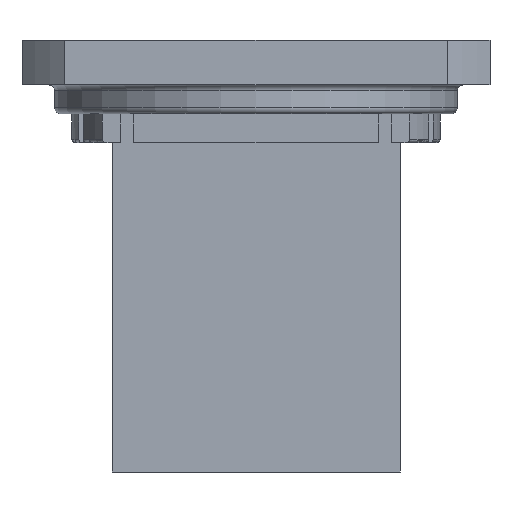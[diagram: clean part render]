
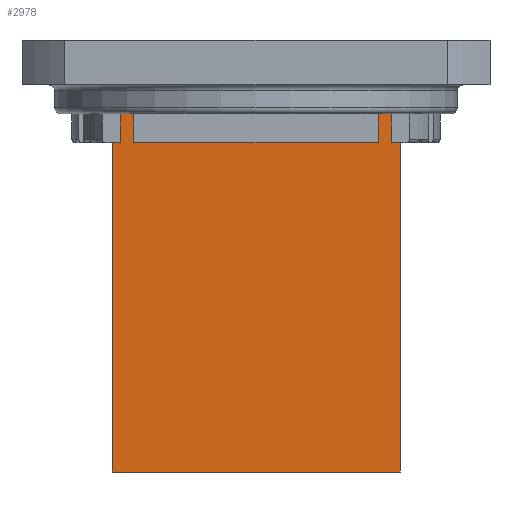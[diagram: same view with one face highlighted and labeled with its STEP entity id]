
A CAD part, front view. The second image highlights one B-rep face of the part: STEP entity #2978.
In plain terms, the highlighted planar face has unit normal (0, -1, 0).
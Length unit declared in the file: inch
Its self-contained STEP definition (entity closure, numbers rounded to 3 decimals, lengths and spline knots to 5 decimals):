
#7 = CARTESIAN_POINT ( 'NONE',  ( 0.5, -0.25, -1.5 ) ) ;
#20 = AXIS2_PLACEMENT_3D ( 'NONE', #2944, #245, #1712 ) ;
#177 = DIRECTION ( 'NONE',  ( 0., 0., 1. ) ) ;
#193 = DIRECTION ( 'NONE',  ( 1., 0., 0. ) ) ;
#202 = EDGE_CURVE ( 'NONE', #4103, #1218, #4696, .T. ) ;
#221 = LINE ( 'NONE', #4006, #3841 ) ;
#245 = DIRECTION ( 'NONE',  ( 0., -1., 0. ) ) ;
#271 = DIRECTION ( 'NONE',  ( 1., 0., 0. ) ) ;
#282 = CARTESIAN_POINT ( 'NONE',  ( -0.47, -0.25, -0.59738 ) ) ;
#445 = CARTESIAN_POINT ( 'NONE',  ( -0.5, -0.25, -1.5 ) ) ;
#476 = LINE ( 'NONE', #445, #501 ) ;
#501 = VECTOR ( 'NONE', #1666, 39.37008 ) ;
#525 = CARTESIAN_POINT ( 'NONE',  ( 0.425, -0.25, -0.256 ) ) ;
#535 = CARTESIAN_POINT ( 'NONE',  ( -0.5, -0.25, -0.356 ) ) ;
#567 = EDGE_CURVE ( 'NONE', #1570, #1355, #3516, .T. ) ;
#578 = ORIENTED_EDGE ( 'NONE', *, *, #202, .F. ) ;
#604 = CARTESIAN_POINT ( 'NONE',  ( -0.5, -0.25, -0.356 ) ) ;
#855 = EDGE_CURVE ( 'NONE', #1355, #4634, #4585, .T. ) ;
#922 = VERTEX_POINT ( 'NONE', #2248 ) ;
#944 = VECTOR ( 'NONE', #3265, 39.37008 ) ;
#946 = ORIENTED_EDGE ( 'NONE', *, *, #855, .F. ) ;
#960 = DIRECTION ( 'NONE',  ( 0., 0., 1. ) ) ;
#1062 = VERTEX_POINT ( 'NONE', #1296 ) ;
#1218 = VERTEX_POINT ( 'NONE', #1688 ) ;
#1235 = DIRECTION ( 'NONE',  ( 1., 0., 0. ) ) ;
#1256 = ORIENTED_EDGE ( 'NONE', *, *, #567, .F. ) ;
#1296 = CARTESIAN_POINT ( 'NONE',  ( 0.5, -0.25, -0.356 ) ) ;
#1355 = VERTEX_POINT ( 'NONE', #1680 ) ;
#1372 = VERTEX_POINT ( 'NONE', #2141 ) ;
#1375 = ORIENTED_EDGE ( 'NONE', *, *, #2791, .F. ) ;
#1389 = ORIENTED_EDGE ( 'NONE', *, *, #1430, .F. ) ;
#1430 = EDGE_CURVE ( 'NONE', #2329, #4103, #1805, .T. ) ;
#1456 = ORIENTED_EDGE ( 'NONE', *, *, #1681, .F. ) ;
#1461 = ORIENTED_EDGE ( 'NONE', *, *, #3891, .F. ) ;
#1570 = VERTEX_POINT ( 'NONE', #1663 ) ;
#1580 = ORIENTED_EDGE ( 'NONE', *, *, #2953, .F. ) ;
#1663 = CARTESIAN_POINT ( 'NONE',  ( -0.5, -0.25, -1.5 ) ) ;
#1666 = DIRECTION ( 'NONE',  ( 1., 0., 0. ) ) ;
#1680 = CARTESIAN_POINT ( 'NONE',  ( -0.5, -0.25, -0.356 ) ) ;
#1681 = EDGE_CURVE ( 'NONE', #2975, #1062, #4038, .T. ) ;
#1688 = CARTESIAN_POINT ( 'NONE',  ( 0.425, -0.25, -0.356 ) ) ;
#1712 = DIRECTION ( 'NONE',  ( 0., 0., -1. ) ) ;
#1731 = VECTOR ( 'NONE', #271, 39.37008 ) ;
#1738 = CARTESIAN_POINT ( 'NONE',  ( -0.5, -0.25, -0.256 ) ) ;
#1805 = LINE ( 'NONE', #2562, #3472 ) ;
#1865 = ORIENTED_EDGE ( 'NONE', *, *, #3673, .T. ) ;
#1963 = VECTOR ( 'NONE', #177, 39.37008 ) ;
#1973 = CARTESIAN_POINT ( 'NONE',  ( 0.47, -0.25, -0.59738 ) ) ;
#2015 = ORIENTED_EDGE ( 'NONE', *, *, #2806, .T. ) ;
#2141 = CARTESIAN_POINT ( 'NONE',  ( -0.47, -0.25, -0.256 ) ) ;
#2201 = CARTESIAN_POINT ( 'NONE',  ( -0.47, -0.25, -0.356 ) ) ;
#2248 = CARTESIAN_POINT ( 'NONE',  ( 0.47, -0.25, -0.256 ) ) ;
#2262 = CARTESIAN_POINT ( 'NONE',  ( -0.425, -0.25, -0.356 ) ) ;
#2271 = DIRECTION ( 'NONE',  ( 0., 0., 1. ) ) ;
#2286 = VECTOR ( 'NONE', #1235, 39.37008 ) ;
#2329 = VERTEX_POINT ( 'NONE', #4374 ) ;
#2495 = PLANE ( 'NONE',  #20 ) ;
#2562 = CARTESIAN_POINT ( 'NONE',  ( -0.425, -0.25, -0.59738 ) ) ;
#2645 = DIRECTION ( 'NONE',  ( 1., 0., 0. ) ) ;
#2753 = VERTEX_POINT ( 'NONE', #525 ) ;
#2791 = EDGE_CURVE ( 'NONE', #922, #2975, #3886, .T. ) ;
#2806 = EDGE_CURVE ( 'NONE', #1570, #4140, #476, .T. ) ;
#2842 = CARTESIAN_POINT ( 'NONE',  ( 0.47, -0.25, -0.356 ) ) ;
#2944 = CARTESIAN_POINT ( 'NONE',  ( -0.5, -0.25, -1.5 ) ) ;
#2953 = EDGE_CURVE ( 'NONE', #2753, #922, #221, .T. ) ;
#2975 = VERTEX_POINT ( 'NONE', #2842 ) ;
#2978 = ADVANCED_FACE ( 'NONE', ( #3959 ), #2495, .T. ) ;
#3046 = LINE ( 'NONE', #4154, #3715 ) ;
#3089 = VECTOR ( 'NONE', #3262, 39.37008 ) ;
#3218 = EDGE_LOOP ( 'NONE', ( #4185, #1461, #946, #1256, #2015, #1865, #1456, #1375, #1580, #4781, #578, #1389 ) ) ;
#3262 = DIRECTION ( 'NONE',  ( 0., 0., 1. ) ) ;
#3265 = DIRECTION ( 'NONE',  ( 1., 0., 0. ) ) ;
#3472 = VECTOR ( 'NONE', #4821, 39.37008 ) ;
#3516 = LINE ( 'NONE', #4233, #1963 ) ;
#3560 = DIRECTION ( 'NONE',  ( 0., 0., -1. ) ) ;
#3642 = LINE ( 'NONE', #4367, #4267 ) ;
#3651 = LINE ( 'NONE', #282, #3089 ) ;
#3673 = EDGE_CURVE ( 'NONE', #4140, #1062, #3046, .T. ) ;
#3715 = VECTOR ( 'NONE', #2271, 39.37008 ) ;
#3841 = VECTOR ( 'NONE', #193, 39.37008 ) ;
#3886 = LINE ( 'NONE', #1973, #4232 ) ;
#3891 = EDGE_CURVE ( 'NONE', #4634, #1372, #3651, .T. ) ;
#3959 = FACE_OUTER_BOUND ( 'NONE', #3218, .T. ) ;
#4006 = CARTESIAN_POINT ( 'NONE',  ( -0.5, -0.25, -0.256 ) ) ;
#4038 = LINE ( 'NONE', #604, #1731 ) ;
#4103 = VERTEX_POINT ( 'NONE', #2262 ) ;
#4140 = VERTEX_POINT ( 'NONE', #7 ) ;
#4154 = CARTESIAN_POINT ( 'NONE',  ( 0.5, -0.25, -1.5 ) ) ;
#4185 = ORIENTED_EDGE ( 'NONE', *, *, #4902, .F. ) ;
#4232 = VECTOR ( 'NONE', #3560, 39.37008 ) ;
#4233 = CARTESIAN_POINT ( 'NONE',  ( -0.5, -0.25, -1.5 ) ) ;
#4267 = VECTOR ( 'NONE', #960, 39.37008 ) ;
#4367 = CARTESIAN_POINT ( 'NONE',  ( 0.425, -0.25, -0.59738 ) ) ;
#4374 = CARTESIAN_POINT ( 'NONE',  ( -0.425, -0.25, -0.256 ) ) ;
#4566 = EDGE_CURVE ( 'NONE', #1218, #2753, #3642, .T. ) ;
#4585 = LINE ( 'NONE', #4881, #4593 ) ;
#4593 = VECTOR ( 'NONE', #2645, 39.37008 ) ;
#4634 = VERTEX_POINT ( 'NONE', #2201 ) ;
#4696 = LINE ( 'NONE', #535, #2286 ) ;
#4756 = LINE ( 'NONE', #1738, #944 ) ;
#4781 = ORIENTED_EDGE ( 'NONE', *, *, #4566, .F. ) ;
#4821 = DIRECTION ( 'NONE',  ( 0., 0., -1. ) ) ;
#4881 = CARTESIAN_POINT ( 'NONE',  ( -0.5, -0.25, -0.356 ) ) ;
#4902 = EDGE_CURVE ( 'NONE', #1372, #2329, #4756, .T. ) ;
